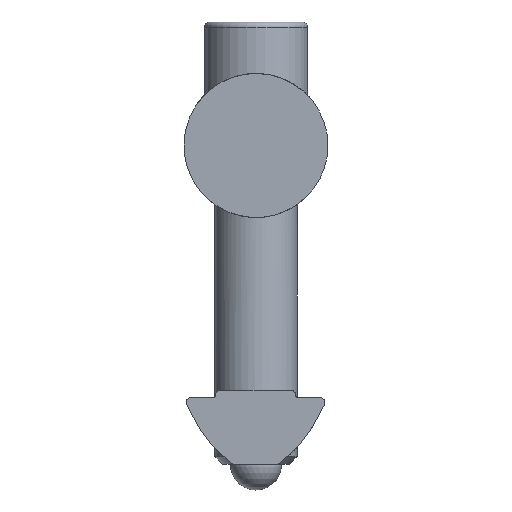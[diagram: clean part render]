
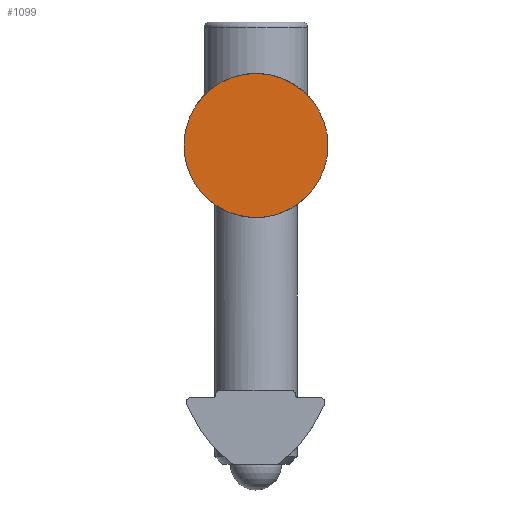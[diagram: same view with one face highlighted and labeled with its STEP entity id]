
A CAD part, front view. The second image highlights one B-rep face of the part: STEP entity #1099.
In plain terms, the highlighted planar face has unit normal (0, -1, 0).
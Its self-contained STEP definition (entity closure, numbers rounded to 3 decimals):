
#54=PLANE('',#1221);
#297=FACE_OUTER_BOUND('',#357,.T.);
#357=EDGE_LOOP('',(#1017,#1018));
#440=CIRCLE('',#1222,7.);
#441=CIRCLE('',#1223,7.);
#549=VERTEX_POINT('',#2125);
#550=VERTEX_POINT('',#2126);
#712=EDGE_CURVE('',#549,#550,#440,.T.);
#713=EDGE_CURVE('',#550,#549,#441,.T.);
#1017=ORIENTED_EDGE('',*,*,#712,.F.);
#1018=ORIENTED_EDGE('',*,*,#713,.F.);
#1099=ADVANCED_FACE('',(#297),#54,.T.);
#1221=AXIS2_PLACEMENT_3D('',#2124,#1507,#1508);
#1222=AXIS2_PLACEMENT_3D('',#2127,#1509,#1510);
#1223=AXIS2_PLACEMENT_3D('',#2128,#1511,#1512);
#1507=DIRECTION('center_axis',(0.,-1.,0.));
#1508=DIRECTION('ref_axis',(0.,0.,-1.));
#1509=DIRECTION('center_axis',(0.,1.,0.));
#1510=DIRECTION('ref_axis',(0.707,0.,-0.707));
#1511=DIRECTION('center_axis',(0.,1.,0.));
#1512=DIRECTION('ref_axis',(0.707,0.,-0.707));
#2124=CARTESIAN_POINT('Origin',(11.761,0.,0.));
#2125=CARTESIAN_POINT('',(11.761,0.,7.));
#2126=CARTESIAN_POINT('',(9.711,0.,2.05));
#2127=CARTESIAN_POINT('Origin',(4.761,0.,
7.));
#2128=CARTESIAN_POINT('Origin',(4.761,0.,
7.));
